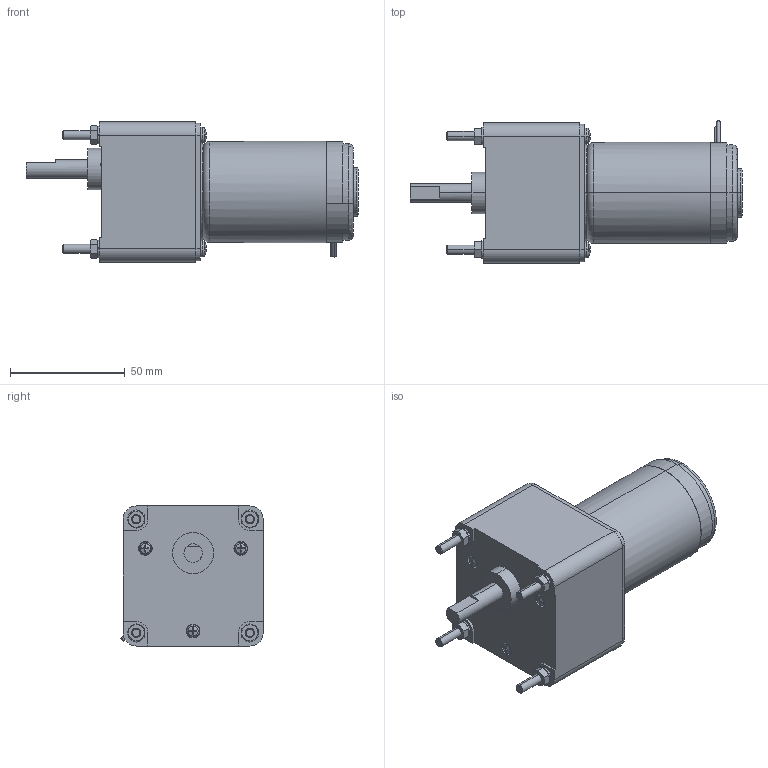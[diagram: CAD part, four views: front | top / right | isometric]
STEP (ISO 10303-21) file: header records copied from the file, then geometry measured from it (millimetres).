
FILE_DESCRIPTION(('starvars output'),'2;1');
FILE_NAME('44b6hf.stp','09:21:34 2014/09/11',( 'Thomas Industrial Network Germany GmbH'),( 'Thomas Industrial Network Germany GmbH'),'unknown preprocess','ACIS' ,'unknown authorization');
FILE_SCHEMA(('AUTOMOTIVE_DESIGN_CC2 {UNKNOWN IMPLEMENTATION LEVEL}'));
Length unit declared in the file: millimetre
Products named in the file (9): PRODUCT_ID_2; PRODUCT_ID_3; PRODUCT_ID_4; PRODUCT_ID_5; PRODUCT_ID_6; PRODUCT_ID_7; PRODUCT_ID_8; PRODUCT_ID_9; PRODUCT_ID_10
Bounding box: 144.6 x 61.95 x 61 mm (x, y, z)
Volume: 264812.9 mm3; surface area: 35187.7 mm2
Topology: 34 solids, 40 shells, 673 faces, 1500 edges, 894 vertices
Faces by surface type: cylinder 224, plane 222, cone 187, torus 26, bspline 14
Entity records: 22230 total; most frequent: CARTESIAN_POINT 3640, ORIENTED_EDGE 2996, DIRECTION 2076, EDGE_CURVE 1486, VERTEX_POINT 894, EDGE_LOOP 746, FACE_BOUND 746, AXIS2_PLACEMENT_3D 743
